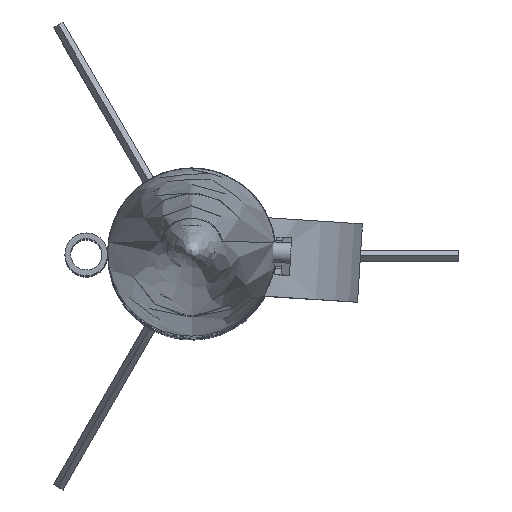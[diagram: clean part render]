
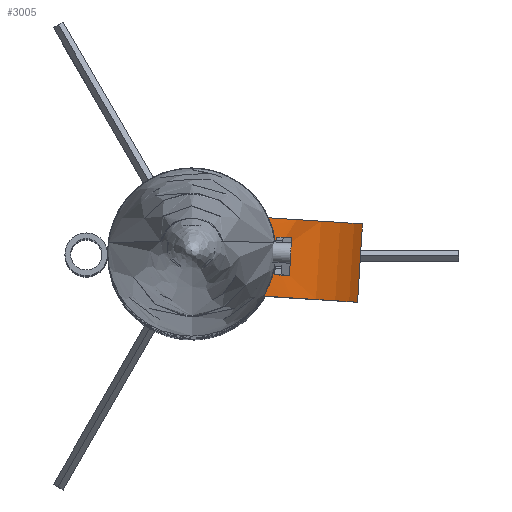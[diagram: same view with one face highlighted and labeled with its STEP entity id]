
A CAD part, top view. The second image highlights one B-rep face of the part: STEP entity #3005.
In plain terms, the highlighted cylindrical face has radius 75.62 mm (diameter 151.239 mm), a partial arc.
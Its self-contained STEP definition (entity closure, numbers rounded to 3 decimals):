
#349=CIRCLE('',#3479,75.62);
#350=CIRCLE('',#3480,75.62);
#514=FACE_OUTER_BOUND('',#702,.T.);
#702=EDGE_LOOP('',(#2458,#2459,#2460,#2461));
#887=LINE('',#6133,#1093);
#1093=VECTOR('',#4059,10.);
#1290=B_SPLINE_CURVE_WITH_KNOTS('',3,(#6116,#6117,#6118,#6119,#6120,#6121,
#6122,#6123,#6124,#6125,#6126,#6127,#6128,#6129),.UNSPECIFIED.,.F.,.F.,
(4,2,2,2,2,2,4),(2.476,2.862,3.303,3.745,
4.186,4.628,5.014),.UNSPECIFIED.);
#1445=VERTEX_POINT('',#6114);
#1446=VERTEX_POINT('',#6115);
#1447=VERTEX_POINT('',#6130);
#1448=VERTEX_POINT('',#6132);
#1803=EDGE_CURVE('',#1445,#1446,#1290,.T.);
#1804=EDGE_CURVE('',#1447,#1445,#349,.T.);
#1805=EDGE_CURVE('',#1448,#1447,#887,.T.);
#1806=EDGE_CURVE('',#1446,#1448,#350,.T.);
#2458=ORIENTED_EDGE('',*,*,#1803,.F.);
#2459=ORIENTED_EDGE('',*,*,#1804,.F.);
#2460=ORIENTED_EDGE('',*,*,#1805,.F.);
#2461=ORIENTED_EDGE('',*,*,#1806,.F.);
#2900=CYLINDRICAL_SURFACE('',#3478,75.62);
#3005=ADVANCED_FACE('',(#514),#2900,.T.);
#3478=AXIS2_PLACEMENT_3D('',#6113,#4055,#4056);
#3479=AXIS2_PLACEMENT_3D('',#6131,#4057,#4058);
#3480=AXIS2_PLACEMENT_3D('',#6134,#4060,#4061);
#4055=DIRECTION('center_axis',(0.,0.,-1.));
#4056=DIRECTION('ref_axis',(0.144,-0.99,0.));
#4057=DIRECTION('center_axis',(0.,0.,1.));
#4058=DIRECTION('ref_axis',(0.144,-0.99,0.));
#4059=DIRECTION('',(0.,0.,1.));
#4060=DIRECTION('center_axis',(0.,0.,-1.));
#4061=DIRECTION('ref_axis',(0.144,-0.99,0.));
#6113=CARTESIAN_POINT('Origin',(10.898,-21.124,12.5));
#6114=CARTESIAN_POINT('',(-50.,23.706,12.5));
#6115=CARTESIAN_POINT('',(-50.,23.706,-12.5));
#6116=CARTESIAN_POINT('Ctrl Pts',(-50.,23.706,12.5));
#6117=CARTESIAN_POINT('Ctrl Pts',(-49.558,24.307,11.362));
#6118=CARTESIAN_POINT('Ctrl Pts',(-49.154,24.837,10.156));
#6119=CARTESIAN_POINT('Ctrl Pts',(-48.421,25.781,7.477));
#6120=CARTESIAN_POINT('Ctrl Pts',(-48.111,26.167,5.988));
#6121=CARTESIAN_POINT('Ctrl Pts',(-47.698,26.677,2.985));
#6122=CARTESIAN_POINT('Ctrl Pts',(-47.597,26.8,1.472));
#6123=CARTESIAN_POINT('Ctrl Pts',(-47.597,26.8,-1.472));
#6124=CARTESIAN_POINT('Ctrl Pts',(-47.698,26.677,-2.985));
#6125=CARTESIAN_POINT('Ctrl Pts',(-48.111,26.167,-5.988));
#6126=CARTESIAN_POINT('Ctrl Pts',(-48.421,25.781,-7.477));
#6127=CARTESIAN_POINT('Ctrl Pts',(-49.154,24.837,-10.156));
#6128=CARTESIAN_POINT('Ctrl Pts',(-49.558,24.307,-11.362));
#6129=CARTESIAN_POINT('Ctrl Pts',(-50.,23.706,-12.5));
#6130=CARTESIAN_POINT('',(0.,53.706,12.5));
#6131=CARTESIAN_POINT('Origin',(10.898,-21.124,12.5));
#6132=CARTESIAN_POINT('',(0.,53.706,-12.5));
#6133=CARTESIAN_POINT('',(0.,53.706,-12.5));
#6134=CARTESIAN_POINT('Origin',(10.898,-21.124,-12.5));
